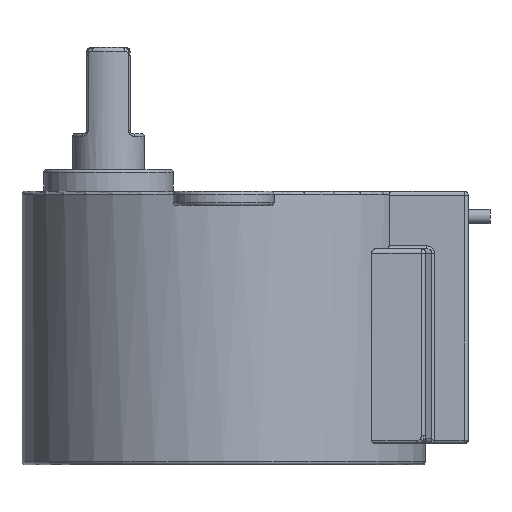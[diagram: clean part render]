
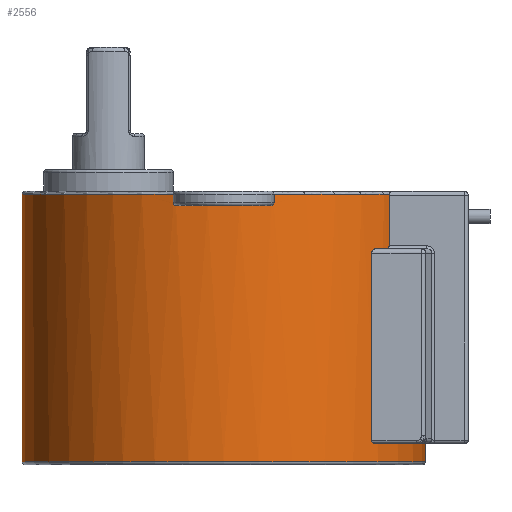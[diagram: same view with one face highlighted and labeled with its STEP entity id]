
A CAD part, front view. The second image highlights one B-rep face of the part: STEP entity #2556.
In plain terms, the highlighted cylindrical face has radius 14 mm (diameter 28 mm), a full revolution.
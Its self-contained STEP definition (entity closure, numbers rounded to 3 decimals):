
#199=B_SPLINE_CURVE_WITH_KNOTS('',3,(#3762,#3763,#3764,#3765,#3766,#3767,
#3768,#3769,#3770,#3771),.UNSPECIFIED.,.F.,.F.,(4,2,2,2,4),(-0.122,
-0.115,-0.107,-0.099,-0.092),
 .UNSPECIFIED.);
#200=B_SPLINE_CURVE_WITH_KNOTS('',3,(#3775,#3776,#3777,#3778,#3779,#3780,
#3781,#3782,#3783,#3784),.UNSPECIFIED.,.F.,.F.,(4,2,2,2,4),(-0.031,
-0.023,-0.015,-0.008,0.),
 .UNSPECIFIED.);
#201=B_SPLINE_CURVE_WITH_KNOTS('',3,(#3792,#3793,#3794,#3795,#3796,#3797,
#3798,#3799,#3800,#3801),.UNSPECIFIED.,.F.,.F.,(4,2,2,2,4),(-0.122,
-0.115,-0.107,-0.099,-0.092),
 .UNSPECIFIED.);
#202=B_SPLINE_CURVE_WITH_KNOTS('',3,(#3805,#3806,#3807,#3808,#3809,#3810,
#3811,#3812,#3813,#3814),.UNSPECIFIED.,.F.,.F.,(4,2,2,2,4),(-0.031,
-0.023,-0.015,-0.008,0.),
 .UNSPECIFIED.);
#297=LINE('',#3752,#429);
#298=LINE('',#3756,#430);
#299=LINE('',#3760,#431);
#300=LINE('',#3786,#432);
#301=LINE('',#3790,#433);
#302=LINE('',#3816,#434);
#303=LINE('',#3819,#435);
#429=VECTOR('',#3047,14.);
#430=VECTOR('',#3050,10.);
#431=VECTOR('',#3053,10.);
#432=VECTOR('',#3056,10.);
#433=VECTOR('',#3059,10.);
#434=VECTOR('',#3062,10.);
#435=VECTOR('',#3065,10.);
#561=CYLINDRICAL_SURFACE('',#2749,14.);
#615=FACE_OUTER_BOUND('',#783,.T.);
#783=EDGE_LOOP('',(#1756,#1757,#1758,#1759,#1760,#1761,#1762,#1763,#1764,
#1765,#1766,#1767,#1768,#1769,#1770,#1771,#1772,#1773,#1774,#1775,#1776));
#958=CIRCLE('',#2745,14.);
#961=CIRCLE('',#2748,14.);
#962=CIRCLE('',#2750,14.);
#963=CIRCLE('',#2751,14.);
#964=CIRCLE('',#2752,14.);
#965=CIRCLE('',#2753,14.);
#966=CIRCLE('',#2754,14.);
#967=CIRCLE('',#2755,14.);
#968=CIRCLE('',#2756,14.);
#1115=VERTEX_POINT('',#3741);
#1116=VERTEX_POINT('',#3742);
#1118=VERTEX_POINT('',#3749);
#1119=VERTEX_POINT('',#3750);
#1120=VERTEX_POINT('',#3753);
#1121=VERTEX_POINT('',#3755);
#1122=VERTEX_POINT('',#3757);
#1123=VERTEX_POINT('',#3759);
#1124=VERTEX_POINT('',#3761);
#1125=VERTEX_POINT('',#3772);
#1126=VERTEX_POINT('',#3774);
#1127=VERTEX_POINT('',#3785);
#1128=VERTEX_POINT('',#3787);
#1129=VERTEX_POINT('',#3789);
#1130=VERTEX_POINT('',#3791);
#1131=VERTEX_POINT('',#3802);
#1132=VERTEX_POINT('',#3804);
#1133=VERTEX_POINT('',#3815);
#1134=VERTEX_POINT('',#3817);
#1358=EDGE_CURVE('',#1115,#1116,#958,.T.);
#1361=EDGE_CURVE('',#1116,#1115,#961,.T.);
#1362=EDGE_CURVE('',#1118,#1119,#962,.T.);
#1363=EDGE_CURVE('',#1119,#1115,#297,.T.);
#1364=EDGE_CURVE('',#1119,#1120,#963,.T.);
#1365=EDGE_CURVE('',#1120,#1121,#298,.T.);
#1366=EDGE_CURVE('',#1122,#1121,#964,.T.);
#1367=EDGE_CURVE('',#1122,#1123,#299,.T.);
#1368=EDGE_CURVE('',#1124,#1123,#199,.F.);
#1369=EDGE_CURVE('',#1124,#1125,#965,.T.);
#1370=EDGE_CURVE('',#1126,#1125,#200,.F.);
#1371=EDGE_CURVE('',#1126,#1127,#300,.T.);
#1372=EDGE_CURVE('',#1128,#1127,#966,.T.);
#1373=EDGE_CURVE('',#1128,#1129,#301,.T.);
#1374=EDGE_CURVE('',#1130,#1129,#201,.F.);
#1375=EDGE_CURVE('',#1130,#1131,#967,.T.);
#1376=EDGE_CURVE('',#1132,#1131,#202,.F.);
#1377=EDGE_CURVE('',#1132,#1133,#302,.T.);
#1378=EDGE_CURVE('',#1134,#1133,#968,.T.);
#1379=EDGE_CURVE('',#1134,#1118,#303,.T.);
#1756=ORIENTED_EDGE('',*,*,#1362,.T.);
#1757=ORIENTED_EDGE('',*,*,#1363,.T.);
#1758=ORIENTED_EDGE('',*,*,#1361,.F.);
#1759=ORIENTED_EDGE('',*,*,#1358,.F.);
#1760=ORIENTED_EDGE('',*,*,#1363,.F.);
#1761=ORIENTED_EDGE('',*,*,#1364,.T.);
#1762=ORIENTED_EDGE('',*,*,#1365,.T.);
#1763=ORIENTED_EDGE('',*,*,#1366,.F.);
#1764=ORIENTED_EDGE('',*,*,#1367,.T.);
#1765=ORIENTED_EDGE('',*,*,#1368,.F.);
#1766=ORIENTED_EDGE('',*,*,#1369,.T.);
#1767=ORIENTED_EDGE('',*,*,#1370,.F.);
#1768=ORIENTED_EDGE('',*,*,#1371,.T.);
#1769=ORIENTED_EDGE('',*,*,#1372,.F.);
#1770=ORIENTED_EDGE('',*,*,#1373,.T.);
#1771=ORIENTED_EDGE('',*,*,#1374,.F.);
#1772=ORIENTED_EDGE('',*,*,#1375,.T.);
#1773=ORIENTED_EDGE('',*,*,#1376,.F.);
#1774=ORIENTED_EDGE('',*,*,#1377,.T.);
#1775=ORIENTED_EDGE('',*,*,#1378,.F.);
#1776=ORIENTED_EDGE('',*,*,#1379,.T.);
#2556=ADVANCED_FACE('',(#615),#561,.T.);
#2745=AXIS2_PLACEMENT_3D('',#3743,#3035,#3036);
#2748=AXIS2_PLACEMENT_3D('',#3747,#3041,#3042);
#2749=AXIS2_PLACEMENT_3D('',#3748,#3043,#3044);
#2750=AXIS2_PLACEMENT_3D('',#3751,#3045,#3046);
#2751=AXIS2_PLACEMENT_3D('',#3754,#3048,#3049);
#2752=AXIS2_PLACEMENT_3D('',#3758,#3051,#3052);
#2753=AXIS2_PLACEMENT_3D('',#3773,#3054,#3055);
#2754=AXIS2_PLACEMENT_3D('',#3788,#3057,#3058);
#2755=AXIS2_PLACEMENT_3D('',#3803,#3060,#3061);
#2756=AXIS2_PLACEMENT_3D('',#3818,#3063,#3064);
#3035=DIRECTION('center_axis',(0.,0.,-1.));
#3036=DIRECTION('ref_axis',(1.,0.,0.));
#3041=DIRECTION('center_axis',(0.,0.,-1.));
#3042=DIRECTION('ref_axis',(1.,0.,0.));
#3043=DIRECTION('center_axis',(0.,0.,1.));
#3044=DIRECTION('ref_axis',(-1.,0.,0.));
#3045=DIRECTION('center_axis',(0.,0.,-1.));
#3046=DIRECTION('ref_axis',(-1.,0.,0.));
#3047=DIRECTION('',(0.,0.,-1.));
#3048=DIRECTION('center_axis',(0.,0.,-1.));
#3049=DIRECTION('ref_axis',(-1.,0.,0.));
#3050=DIRECTION('',(0.,0.,1.));
#3051=DIRECTION('center_axis',(0.,0.,1.));
#3052=DIRECTION('ref_axis',(0.621,-0.784,0.));
#3053=DIRECTION('',(0.,0.,-1.));
#3054=DIRECTION('center_axis',(0.,0.,-1.));
#3055=DIRECTION('ref_axis',(-1.,0.,0.));
#3056=DIRECTION('',(0.,0.,1.));
#3057=DIRECTION('center_axis',(0.,0.,1.));
#3058=DIRECTION('ref_axis',(-1.,0.,0.));
#3059=DIRECTION('',(0.,0.,-1.));
#3060=DIRECTION('center_axis',(0.,0.,-1.));
#3061=DIRECTION('ref_axis',(-1.,0.,0.));
#3062=DIRECTION('',(0.,0.,1.));
#3063=DIRECTION('center_axis',(0.,0.,1.));
#3064=DIRECTION('ref_axis',(0.621,0.784,0.));
#3065=DIRECTION('',(0.,0.,-1.));
#3741=CARTESIAN_POINT('',(14.,15.25,-19.05));
#3742=CARTESIAN_POINT('',(0.,29.25,-19.05));
#3743=CARTESIAN_POINT('Origin',(0.,15.25,-19.05));
#3747=CARTESIAN_POINT('Origin',(0.,15.25,-19.05));
#3748=CARTESIAN_POINT('Origin',(0.,15.25,-19.25));
#3749=CARTESIAN_POINT('',(12.4,21.75,-1.25));
#3750=CARTESIAN_POINT('',(14.,15.25,-1.25));
#3751=CARTESIAN_POINT('Origin',(0.,15.25,-1.25));
#3752=CARTESIAN_POINT('',(14.,15.25,-19.25));
#3753=CARTESIAN_POINT('',(12.4,8.75,-1.25));
#3754=CARTESIAN_POINT('Origin',(0.,15.25,-1.25));
#3755=CARTESIAN_POINT('',(12.4,8.75,-0.45));
#3756=CARTESIAN_POINT('',(12.4,8.75,-19.25));
#3757=CARTESIAN_POINT('',(3.5,1.695,-0.45));
#3758=CARTESIAN_POINT('Origin',(0.,15.25,-0.45));
#3759=CARTESIAN_POINT('',(3.5,1.695,-1.05));
#3760=CARTESIAN_POINT('',(3.5,1.695,-19.25));
#3761=CARTESIAN_POINT('',(3.3,1.644,-1.25));
#3762=CARTESIAN_POINT('Ctrl Pts',(3.5,1.695,-1.05));
#3763=CARTESIAN_POINT('Ctrl Pts',(3.5,1.695,-1.075));
#3764=CARTESIAN_POINT('Ctrl Pts',(3.495,1.693,-1.102));
#3765=CARTESIAN_POINT('Ctrl Pts',(3.475,1.688,-1.151));
#3766=CARTESIAN_POINT('Ctrl Pts',(3.46,1.684,-1.173));
#3767=CARTESIAN_POINT('Ctrl Pts',(3.424,1.675,-1.209));
#3768=CARTESIAN_POINT('Ctrl Pts',(3.402,1.67,-1.224));
#3769=CARTESIAN_POINT('Ctrl Pts',(3.352,1.657,-1.245));
#3770=CARTESIAN_POINT('Ctrl Pts',(3.325,1.651,-1.25));
#3771=CARTESIAN_POINT('Ctrl Pts',(3.3,1.644,-1.25));
#3772=CARTESIAN_POINT('',(-3.3,1.644,-1.25));
#3773=CARTESIAN_POINT('Origin',(0.,15.25,-1.25));
#3774=CARTESIAN_POINT('',(-3.5,1.695,-1.05));
#3775=CARTESIAN_POINT('Ctrl Pts',(-3.3,1.644,-1.25));
#3776=CARTESIAN_POINT('Ctrl Pts',(-3.325,1.651,-1.25));
#3777=CARTESIAN_POINT('Ctrl Pts',(-3.352,1.657,-1.245));
#3778=CARTESIAN_POINT('Ctrl Pts',(-3.402,1.67,-1.224));
#3779=CARTESIAN_POINT('Ctrl Pts',(-3.424,1.675,-1.209));
#3780=CARTESIAN_POINT('Ctrl Pts',(-3.46,1.684,-1.173));
#3781=CARTESIAN_POINT('Ctrl Pts',(-3.475,1.688,-1.151));
#3782=CARTESIAN_POINT('Ctrl Pts',(-3.495,1.693,-1.102));
#3783=CARTESIAN_POINT('Ctrl Pts',(-3.5,1.695,-1.075));
#3784=CARTESIAN_POINT('Ctrl Pts',(-3.5,1.695,-1.05));
#3785=CARTESIAN_POINT('',(-3.5,1.695,-0.45));
#3786=CARTESIAN_POINT('',(-3.5,1.695,-19.25));
#3787=CARTESIAN_POINT('',(-3.5,28.805,-0.45));
#3788=CARTESIAN_POINT('Origin',(0.,15.25,-0.45));
#3789=CARTESIAN_POINT('',(-3.5,28.805,-1.05));
#3790=CARTESIAN_POINT('',(-3.5,28.805,-19.25));
#3791=CARTESIAN_POINT('',(-3.3,28.856,-1.25));
#3792=CARTESIAN_POINT('Ctrl Pts',(-3.5,28.805,-1.05));
#3793=CARTESIAN_POINT('Ctrl Pts',(-3.5,28.805,-1.075));
#3794=CARTESIAN_POINT('Ctrl Pts',(-3.495,28.807,-1.102));
#3795=CARTESIAN_POINT('Ctrl Pts',(-3.475,28.812,-1.151));
#3796=CARTESIAN_POINT('Ctrl Pts',(-3.46,28.816,-1.173));
#3797=CARTESIAN_POINT('Ctrl Pts',(-3.424,28.825,-1.209));
#3798=CARTESIAN_POINT('Ctrl Pts',(-3.402,28.83,-1.224));
#3799=CARTESIAN_POINT('Ctrl Pts',(-3.352,28.843,-1.245));
#3800=CARTESIAN_POINT('Ctrl Pts',(-3.325,28.849,-1.25));
#3801=CARTESIAN_POINT('Ctrl Pts',(-3.3,28.856,-1.25));
#3802=CARTESIAN_POINT('',(3.3,28.856,-1.25));
#3803=CARTESIAN_POINT('Origin',(0.,15.25,-1.25));
#3804=CARTESIAN_POINT('',(3.5,28.805,-1.05));
#3805=CARTESIAN_POINT('Ctrl Pts',(3.3,28.856,-1.25));
#3806=CARTESIAN_POINT('Ctrl Pts',(3.325,28.849,-1.25));
#3807=CARTESIAN_POINT('Ctrl Pts',(3.352,28.843,-1.245));
#3808=CARTESIAN_POINT('Ctrl Pts',(3.402,28.83,-1.224));
#3809=CARTESIAN_POINT('Ctrl Pts',(3.424,28.825,-1.209));
#3810=CARTESIAN_POINT('Ctrl Pts',(3.46,28.816,-1.173));
#3811=CARTESIAN_POINT('Ctrl Pts',(3.475,28.812,-1.151));
#3812=CARTESIAN_POINT('Ctrl Pts',(3.495,28.807,-1.102));
#3813=CARTESIAN_POINT('Ctrl Pts',(3.5,28.805,-1.075));
#3814=CARTESIAN_POINT('Ctrl Pts',(3.5,28.805,-1.05));
#3815=CARTESIAN_POINT('',(3.5,28.805,-0.45));
#3816=CARTESIAN_POINT('',(3.5,28.805,-19.25));
#3817=CARTESIAN_POINT('',(12.4,21.75,-0.45));
#3818=CARTESIAN_POINT('Origin',(0.,15.25,-0.45));
#3819=CARTESIAN_POINT('',(12.4,21.75,-19.25));
